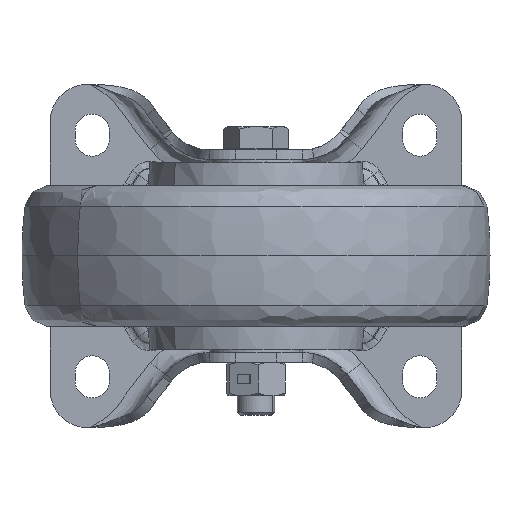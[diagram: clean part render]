
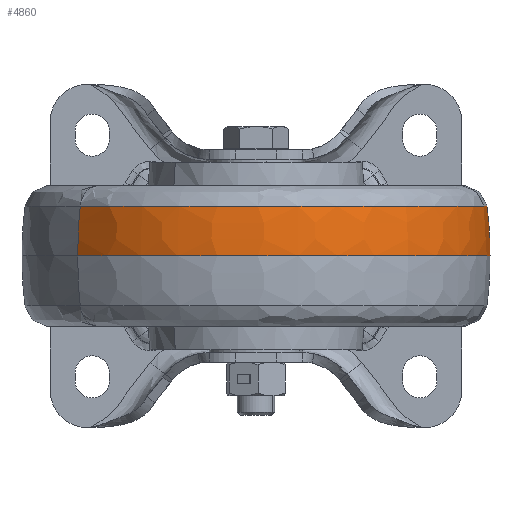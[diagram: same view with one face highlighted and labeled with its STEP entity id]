
A CAD part, front view. The second image highlights one B-rep face of the part: STEP entity #4860.
In plain terms, the highlighted toroidal (fillet/blend) face has major radius 24.98 mm and minor radius 100 mm.
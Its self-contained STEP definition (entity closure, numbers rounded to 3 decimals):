
#1449 = CARTESIAN_POINT ( 'NONE',  ( 19.007, -93.792, 2.024 ) ) ;
#2388 = DIRECTION ( 'NONE',  ( 0.649, -0.761, 0. ) ) ;
#2688 = CIRCLE ( 'NONE', #19508, 74.038 ) ;
#4381 = CIRCLE ( 'NONE', #18679, 100. ) ;
#4853 = VERTEX_POINT ( 'NONE', #29862 ) ;
#4860 = ADVANCED_FACE ( 'NONE', ( #25775 ), #20945, .T. ) ;
#5310 = DIRECTION ( 'NONE',  ( 0., 0., -1. ) ) ;
#6406 = DIRECTION ( 'NONE',  ( -0.649, 0.761, 0. ) ) ;
#6811 = DIRECTION ( 'NONE',  ( 0.761, 0.649, 0. ) ) ;
#7542 = DIRECTION ( 'NONE',  ( 0.761, 0.649, 0. ) ) ;
#7590 = CIRCLE ( 'NONE', #26919, 100. ) ;
#8746 = CARTESIAN_POINT ( 'NONE',  ( 0., -110., 2.024 ) ) ;
#10306 = AXIS2_PLACEMENT_3D ( 'NONE', #17615, #5310, #7542 ) ;
#11203 = CARTESIAN_POINT ( 'NONE',  ( -56.336, -158.04, 16.007 ) ) ;
#11461 = CARTESIAN_POINT ( 'NONE',  ( 0., -110., 16.007 ) ) ;
#12206 = EDGE_LOOP ( 'NONE', ( #24158, #31183, #25356, #24038 ) ) ;
#12524 = EDGE_CURVE ( 'NONE', #17183, #31053, #2688, .T. ) ;
#13696 = DIRECTION ( 'NONE',  ( 0., 0., -1. ) ) ;
#16740 = EDGE_CURVE ( 'NONE', #17183, #18647, #4381, .T. ) ;
#17183 = VERTEX_POINT ( 'NONE', #19120 ) ;
#17615 = CARTESIAN_POINT ( 'NONE',  ( 0., -110., 0. ) ) ;
#18647 = VERTEX_POINT ( 'NONE', #30306 ) ;
#18679 = AXIS2_PLACEMENT_3D ( 'NONE', #19320, #6406, #25834 ) ;
#19110 = EDGE_CURVE ( 'NONE', #31053, #4853, #7590, .T. ) ;
#19120 = CARTESIAN_POINT ( 'NONE',  ( 56.336, -61.96, 16.007 ) ) ;
#19320 = CARTESIAN_POINT ( 'NONE',  ( -19.007, -126.208, 2.024 ) ) ;
#19508 = AXIS2_PLACEMENT_3D ( 'NONE', #11461, #20699, #23393 ) ;
#20699 = DIRECTION ( 'NONE',  ( 0., 0., -1. ) ) ;
#20945 = TOROIDAL_SURFACE ( 'NONE', #25017, -24.98, 100. ) ;
#21869 = EDGE_CURVE ( 'NONE', #18647, #4853, #24534, .T. ) ;
#23393 = DIRECTION ( 'NONE',  ( 0.761, 0.649, 0. ) ) ;
#24038 = ORIENTED_EDGE ( 'NONE', *, *, #16740, .F. ) ;
#24158 = ORIENTED_EDGE ( 'NONE', *, *, #12524, .T. ) ;
#24534 = CIRCLE ( 'NONE', #10306, 75. ) ;
#25017 = AXIS2_PLACEMENT_3D ( 'NONE', #8746, #13696, #6811 ) ;
#25356 = ORIENTED_EDGE ( 'NONE', *, *, #21869, .F. ) ;
#25775 = FACE_OUTER_BOUND ( 'NONE', #12206, .T. ) ;
#25834 = DIRECTION ( 'NONE',  ( -0.761, -0.649, 0. ) ) ;
#26919 = AXIS2_PLACEMENT_3D ( 'NONE', #1449, #2388, #30927 ) ;
#29862 = CARTESIAN_POINT ( 'NONE',  ( -57.068, -158.664, 0. ) ) ;
#30306 = CARTESIAN_POINT ( 'NONE',  ( 57.068, -61.336, 0. ) ) ;
#30927 = DIRECTION ( 'NONE',  ( 0.761, 0.649, 0. ) ) ;
#31053 = VERTEX_POINT ( 'NONE', #11203 ) ;
#31183 = ORIENTED_EDGE ( 'NONE', *, *, #19110, .T. ) ;
